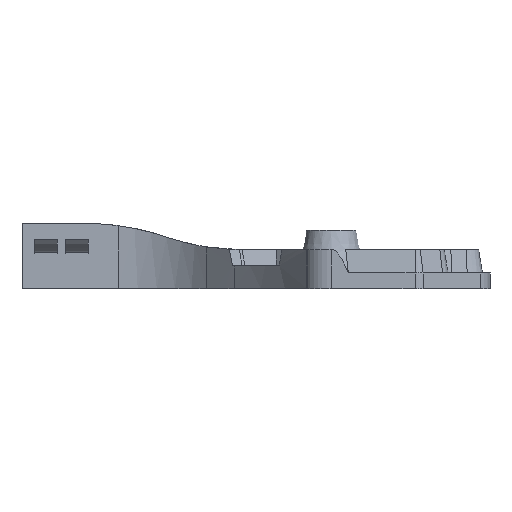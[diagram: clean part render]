
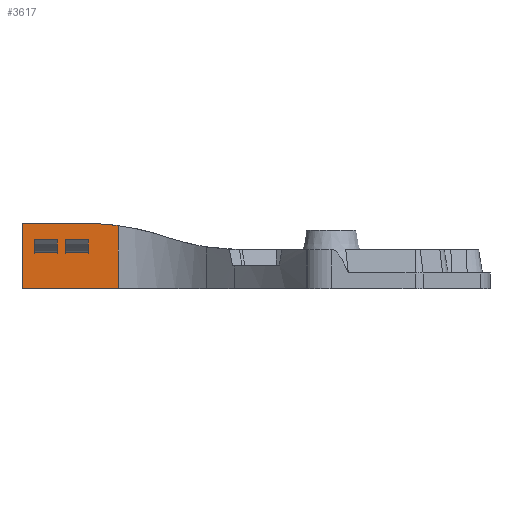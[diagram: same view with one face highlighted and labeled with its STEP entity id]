
A CAD part, left-side view. The second image highlights one B-rep face of the part: STEP entity #3617.
In plain terms, the highlighted planar face has unit normal (-1, 0, 0).
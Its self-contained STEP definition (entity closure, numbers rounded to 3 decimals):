
#44=FACE_BOUND('',#613,.T.);
#45=FACE_BOUND('',#614,.T.);
#196=PLANE('',#4003);
#392=FACE_OUTER_BOUND('',#612,.T.);
#612=EDGE_LOOP('',(#3310,#3311,#3312,#3313,#3314));
#613=EDGE_LOOP('',(#3315,#3316,#3317,#3318));
#614=EDGE_LOOP('',(#3319,#3320,#3321,#3322));
#724=LINE('',#5429,#1055);
#958=LINE('',#6281,#1289);
#959=LINE('',#6287,#1290);
#960=LINE('',#6292,#1291);
#963=LINE('',#6305,#1294);
#964=LINE('',#6306,#1295);
#965=LINE('',#6308,#1296);
#966=LINE('',#6310,#1297);
#967=LINE('',#6311,#1298);
#968=LINE('',#6314,#1299);
#969=LINE('',#6315,#1300);
#970=LINE('',#6316,#1301);
#1055=VECTOR('',#4309,10.);
#1289=VECTOR('',#5043,10.);
#1290=VECTOR('',#5050,10.);
#1291=VECTOR('',#5055,10.);
#1294=VECTOR('',#5064,10.);
#1295=VECTOR('',#5065,10.);
#1296=VECTOR('',#5066,10.);
#1297=VECTOR('',#5067,10.);
#1298=VECTOR('',#5068,10.);
#1299=VECTOR('',#5069,10.);
#1300=VECTOR('',#5070,10.);
#1301=VECTOR('',#5071,10.);
#1475=CIRCLE('',#4002,32.25);
#1612=VERTEX_POINT('',#5426);
#1613=VERTEX_POINT('',#5428);
#1797=VERTEX_POINT('',#6278);
#1798=VERTEX_POINT('',#6280);
#1799=VERTEX_POINT('',#6284);
#1800=VERTEX_POINT('',#6286);
#1801=VERTEX_POINT('',#6290);
#1802=VERTEX_POINT('',#6291);
#1803=VERTEX_POINT('',#6296);
#1804=VERTEX_POINT('',#6307);
#1805=VERTEX_POINT('',#6309);
#1806=VERTEX_POINT('',#6312);
#1807=VERTEX_POINT('',#6313);
#1966=EDGE_CURVE('',#1612,#1613,#724,.T.);
#2312=EDGE_CURVE('',#1797,#1798,#958,.T.);
#2315=EDGE_CURVE('',#1799,#1800,#959,.T.);
#2317=EDGE_CURVE('',#1801,#1802,#960,.T.);
#2320=EDGE_CURVE('',#1803,#1801,#1475,.T.);
#2322=EDGE_CURVE('',#1612,#1803,#963,.T.);
#2323=EDGE_CURVE('',#1802,#1613,#964,.T.);
#2324=EDGE_CURVE('',#1804,#1799,#965,.T.);
#2325=EDGE_CURVE('',#1805,#1804,#966,.T.);
#2326=EDGE_CURVE('',#1805,#1800,#967,.T.);
#2327=EDGE_CURVE('',#1806,#1807,#968,.T.);
#2328=EDGE_CURVE('',#1798,#1806,#969,.T.);
#2329=EDGE_CURVE('',#1807,#1797,#970,.T.);
#3310=ORIENTED_EDGE('',*,*,#2322,.T.);
#3311=ORIENTED_EDGE('',*,*,#2320,.T.);
#3312=ORIENTED_EDGE('',*,*,#2317,.T.);
#3313=ORIENTED_EDGE('',*,*,#2323,.T.);
#3314=ORIENTED_EDGE('',*,*,#1966,.F.);
#3315=ORIENTED_EDGE('',*,*,#2324,.F.);
#3316=ORIENTED_EDGE('',*,*,#2325,.F.);
#3317=ORIENTED_EDGE('',*,*,#2326,.T.);
#3318=ORIENTED_EDGE('',*,*,#2315,.F.);
#3319=ORIENTED_EDGE('',*,*,#2327,.F.);
#3320=ORIENTED_EDGE('',*,*,#2328,.F.);
#3321=ORIENTED_EDGE('',*,*,#2312,.F.);
#3322=ORIENTED_EDGE('',*,*,#2329,.F.);
#3617=ADVANCED_FACE('',(#392,#44,#45),#196,.T.);
#4002=AXIS2_PLACEMENT_3D('',#6297,#5060,#5061);
#4003=AXIS2_PLACEMENT_3D('',#6304,#5062,#5063);
#4309=DIRECTION('',(0.,1.,0.));
#5043=DIRECTION('',(0.,0.,1.));
#5050=DIRECTION('',(0.,-1.,0.));
#5055=DIRECTION('',(0.,1.,0.));
#5060=DIRECTION('center_axis',(-1.,0.,0.));
#5061=DIRECTION('ref_axis',(0.,-0.098,0.995));
#5062=DIRECTION('center_axis',(-1.,0.,0.));
#5063=DIRECTION('ref_axis',(0.,1.,0.));
#5064=DIRECTION('',(0.,0.,1.));
#5065=DIRECTION('',(0.,0.,-1.));
#5066=DIRECTION('',(0.,0.,-1.));
#5067=DIRECTION('',(0.,1.,0.));
#5068=DIRECTION('',(0.,0.,-1.));
#5069=DIRECTION('',(0.,0.,-1.));
#5070=DIRECTION('',(0.,1.,0.));
#5071=DIRECTION('',(0.,-1.,0.));
#5426=CARTESIAN_POINT('',(-46.816,70.882,-0.645));
#5428=CARTESIAN_POINT('',(-46.816,83.246,-0.645));
#5429=CARTESIAN_POINT('',(-46.816,52.703,-0.645));
#6278=CARTESIAN_POINT('',(-46.816,78.696,4.009));
#6280=CARTESIAN_POINT('',(-46.816,78.696,5.615));
#6281=CARTESIAN_POINT('',(-46.816,78.696,5.07));
#6284=CARTESIAN_POINT('',(-46.816,77.696,4.009));
#6286=CARTESIAN_POINT('',(-46.816,74.696,4.009));
#6287=CARTESIAN_POINT('',(-46.816,75.696,4.009));
#6290=CARTESIAN_POINT('',(-46.816,75.126,7.719));
#6291=CARTESIAN_POINT('',(-46.816,83.246,7.719));
#6292=CARTESIAN_POINT('',(-46.816,82.246,7.719));
#6296=CARTESIAN_POINT('',(-46.816,70.882,7.438));
#6297=CARTESIAN_POINT('Origin',(-46.816,75.126,-24.531));
#6304=CARTESIAN_POINT('Origin',(-46.816,60.826,4.355));
#6305=CARTESIAN_POINT('',(-46.816,70.882,1.855));
#6306=CARTESIAN_POINT('',(-46.816,83.246,1.855));
#6307=CARTESIAN_POINT('',(-46.816,77.696,5.615));
#6308=CARTESIAN_POINT('',(-46.816,77.696,2.96));
#6309=CARTESIAN_POINT('',(-46.816,74.696,5.615));
#6310=CARTESIAN_POINT('',(-46.816,75.696,5.615));
#6311=CARTESIAN_POINT('',(-46.816,74.696,2.96));
#6312=CARTESIAN_POINT('',(-46.816,81.696,5.615));
#6313=CARTESIAN_POINT('',(-46.816,81.696,4.009));
#6314=CARTESIAN_POINT('',(-46.816,81.696,5.07));
#6315=CARTESIAN_POINT('',(-46.816,79.696,5.615));
#6316=CARTESIAN_POINT('',(-46.816,79.696,4.009));
